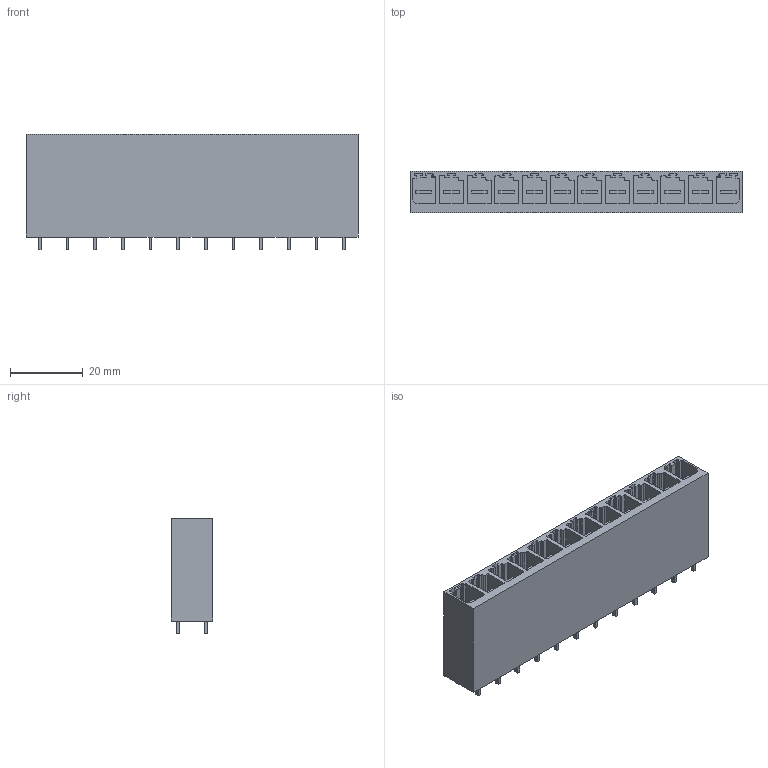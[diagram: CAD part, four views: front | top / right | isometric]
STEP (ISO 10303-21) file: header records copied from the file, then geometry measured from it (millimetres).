
FILE_DESCRIPTION(('CATIA V5 STEP Exchange','CAx-IF Rec.Pracs.--- Model Styling and Organization---1.2---2011-12-15'),'2;1');
FILE_NAME ('D1459408_0_1930700000_1930700000.stp','2018-11-28T12:47:24+00:00',('none'),('Weidmueller'),'CATIA Version 5-6 Release 2014','CATIA V5 STEP AP214','none');
FILE_SCHEMA(('AUTOMOTIVE_DESIGN { 1 0 10303 214 1 1 1 1 }'));
Length unit declared in the file: millimetre
Products named in the file (1): 1930700000
Bounding box: 91.44 x 11.4 x 31.8 mm (x, y, z)
Volume: 20885.5 mm3; surface area: 20771.2 mm2
Topology: 13 solids, 13 shells, 836 faces, 2406 edges, 1596 vertices
Faces by surface type: plane 698, cylinder 138
Entity records: 21279 total; most frequent: ORIENTED_EDGE 4812, CARTESIAN_POINT 3443, DIRECTION 2522, EDGE_CURVE 1914, VECTOR 1662, LINE 1662, VERTEX_POINT 1224, EDGE_LOOP 884
